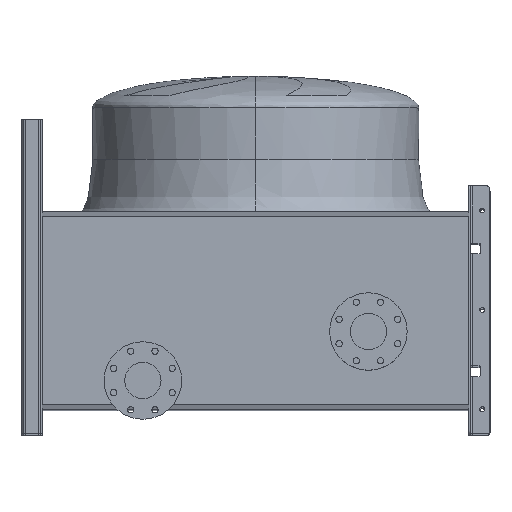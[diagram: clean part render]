
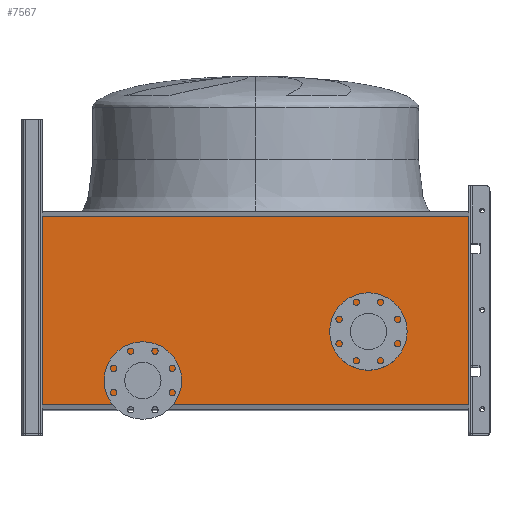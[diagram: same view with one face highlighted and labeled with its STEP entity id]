
A CAD part, top view. The second image highlights one B-rep face of the part: STEP entity #7567.
In plain terms, the highlighted planar face has unit normal (0, 0, 1).
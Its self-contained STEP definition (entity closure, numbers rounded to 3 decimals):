
#64 = CIRCLE ( 'NONE', #5447, 54. ) ;
#94 = CARTESIAN_POINT ( 'NONE',  ( 1214.262, 12.578, 240. ) ) ;
#359 = CARTESIAN_POINT ( 'NONE',  ( -320., 81., 240. ) ) ;
#431 = CARTESIAN_POINT ( 'NONE',  ( -320., 135., 240. ) ) ;
#792 = DIRECTION ( 'NONE',  ( 0., -1., 0. ) ) ;
#923 = CIRCLE ( 'NONE', #6641, 54. ) ;
#959 = VERTEX_POINT ( 'NONE', #431 ) ;
#1064 = VERTEX_POINT ( 'NONE', #9905 ) ;
#1105 = AXIS2_PLACEMENT_3D ( 'NONE', #359, #8960, #4094 ) ;
#1438 = EDGE_LOOP ( 'NONE', ( #7671, #3073 ) ) ;
#1818 = DIRECTION ( 'NONE',  ( -1., 0., 0. ) ) ;
#1841 = EDGE_CURVE ( 'NONE', #1064, #6804, #7043, .T. ) ;
#1909 = VECTOR ( 'NONE', #10145, 1000. ) ;
#2118 = VERTEX_POINT ( 'NONE', #5877 ) ;
#2159 = CARTESIAN_POINT ( 'NONE',  ( -605., 12.578, 240. ) ) ;
#2167 = CARTESIAN_POINT ( 'NONE',  ( -605., 12.578, 240. ) ) ;
#2193 = DIRECTION ( 'NONE',  ( -1., 0., 0. ) ) ;
#2203 = CARTESIAN_POINT ( 'NONE',  ( 320., 274., 240. ) ) ;
#2256 = AXIS2_PLACEMENT_3D ( 'NONE', #6529, #9067, #8302 ) ;
#2311 = CARTESIAN_POINT ( 'NONE',  ( 320., 166., 240. ) ) ;
#2341 = LINE ( 'NONE', #94, #6836 ) ;
#2636 = ORIENTED_EDGE ( 'NONE', *, *, #1841, .F. ) ;
#2787 = EDGE_LOOP ( 'NONE', ( #2636, #5872, #10059, #8081 ) ) ;
#2840 = EDGE_CURVE ( 'NONE', #959, #2118, #4206, .T. ) ;
#3073 = ORIENTED_EDGE ( 'NONE', *, *, #4670, .T. ) ;
#3106 = CARTESIAN_POINT ( 'NONE',  ( -605., 547.422, 240. ) ) ;
#3694 = AXIS2_PLACEMENT_3D ( 'NONE', #5408, #6189, #2193 ) ;
#4094 = DIRECTION ( 'NONE',  ( -1., 0., 0. ) ) ;
#4206 = CIRCLE ( 'NONE', #1105, 54. ) ;
#4392 = LINE ( 'NONE', #4435, #4518 ) ;
#4435 = CARTESIAN_POINT ( 'NONE',  ( 1214.262, 547.422, 240. ) ) ;
#4518 = VECTOR ( 'NONE', #9940, 1000. ) ;
#4670 = EDGE_CURVE ( 'NONE', #2118, #959, #64, .T. ) ;
#4701 = FACE_BOUND ( 'NONE', #7618, .T. ) ;
#4805 = VERTEX_POINT ( 'NONE', #2159 ) ;
#4830 = CARTESIAN_POINT ( 'NONE',  ( 320., 220., 240. ) ) ;
#4877 = VERTEX_POINT ( 'NONE', #2311 ) ;
#5408 = CARTESIAN_POINT ( 'NONE',  ( 1214.262, 12.578, 240. ) ) ;
#5410 = ORIENTED_EDGE ( 'NONE', *, *, #7167, .T. ) ;
#5447 = AXIS2_PLACEMENT_3D ( 'NONE', #5748, #8875, #7343 ) ;
#5455 = DIRECTION ( 'NONE',  ( -1., 0., 0. ) ) ;
#5460 = FACE_OUTER_BOUND ( 'NONE', #2787, .T. ) ;
#5697 = DIRECTION ( 'NONE',  ( 0., 0., -1. ) ) ;
#5748 = CARTESIAN_POINT ( 'NONE',  ( -320., 81., 240. ) ) ;
#5872 = ORIENTED_EDGE ( 'NONE', *, *, #7400, .T. ) ;
#5877 = CARTESIAN_POINT ( 'NONE',  ( -320., 27., 240. ) ) ;
#6189 = DIRECTION ( 'NONE',  ( 0., 0., -1. ) ) ;
#6287 = FACE_BOUND ( 'NONE', #1438, .T. ) ;
#6529 = CARTESIAN_POINT ( 'NONE',  ( 320., 220., 240. ) ) ;
#6641 = AXIS2_PLACEMENT_3D ( 'NONE', #4830, #5697, #1818 ) ;
#6804 = VERTEX_POINT ( 'NONE', #8880 ) ;
#6836 = VECTOR ( 'NONE', #5455, 1000. ) ;
#7043 = LINE ( 'NONE', #8635, #1909 ) ;
#7167 = EDGE_CURVE ( 'NONE', #9717, #4877, #923, .T. ) ;
#7343 = DIRECTION ( 'NONE',  ( -1., 0., 0. ) ) ;
#7400 = EDGE_CURVE ( 'NONE', #1064, #7626, #4392, .T. ) ;
#7567 = ADVANCED_FACE ( 'NONE', ( #6287, #5460, #4701 ), #10038, .F. ) ;
#7618 = EDGE_LOOP ( 'NONE', ( #5410, #9712 ) ) ;
#7626 = VERTEX_POINT ( 'NONE', #3106 ) ;
#7671 = ORIENTED_EDGE ( 'NONE', *, *, #2840, .T. ) ;
#7801 = LINE ( 'NONE', #2167, #8630 ) ;
#8081 = ORIENTED_EDGE ( 'NONE', *, *, #9226, .F. ) ;
#8302 = DIRECTION ( 'NONE',  ( -1., 0., 0. ) ) ;
#8337 = EDGE_CURVE ( 'NONE', #7626, #4805, #7801, .T. ) ;
#8465 = CIRCLE ( 'NONE', #2256, 54. ) ;
#8600 = EDGE_CURVE ( 'NONE', #4877, #9717, #8465, .T. ) ;
#8630 = VECTOR ( 'NONE', #792, 1000. ) ;
#8635 = CARTESIAN_POINT ( 'NONE',  ( 605., 12.578, 240. ) ) ;
#8875 = DIRECTION ( 'NONE',  ( 0., 0., -1. ) ) ;
#8880 = CARTESIAN_POINT ( 'NONE',  ( 605., 12.578, 240. ) ) ;
#8960 = DIRECTION ( 'NONE',  ( 0., 0., -1. ) ) ;
#9067 = DIRECTION ( 'NONE',  ( 0., 0., -1. ) ) ;
#9226 = EDGE_CURVE ( 'NONE', #6804, #4805, #2341, .T. ) ;
#9712 = ORIENTED_EDGE ( 'NONE', *, *, #8600, .T. ) ;
#9717 = VERTEX_POINT ( 'NONE', #2203 ) ;
#9905 = CARTESIAN_POINT ( 'NONE',  ( 605., 547.422, 240. ) ) ;
#9940 = DIRECTION ( 'NONE',  ( -1., 0., 0. ) ) ;
#10038 = PLANE ( 'NONE',  #3694 ) ;
#10059 = ORIENTED_EDGE ( 'NONE', *, *, #8337, .T. ) ;
#10145 = DIRECTION ( 'NONE',  ( 0., -1., 0. ) ) ;
